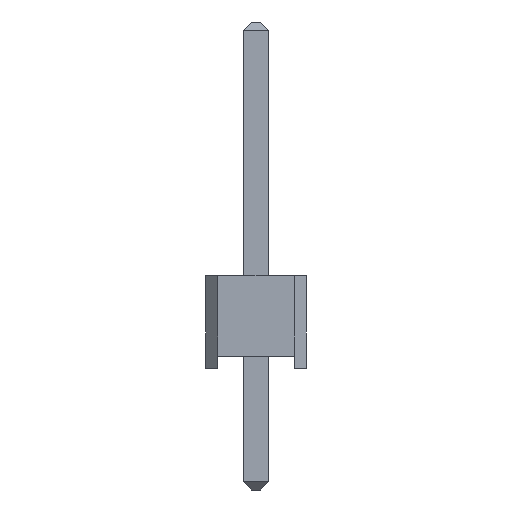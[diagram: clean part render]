
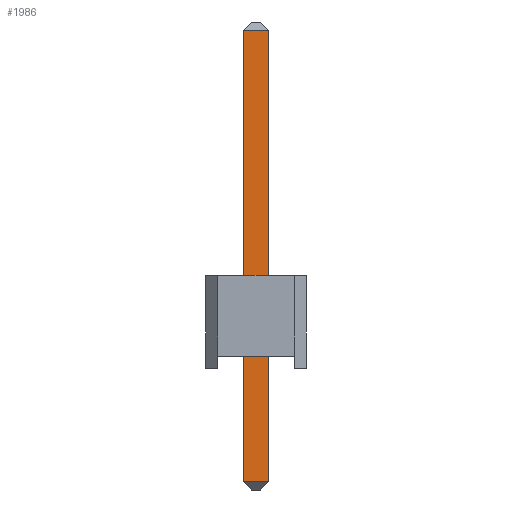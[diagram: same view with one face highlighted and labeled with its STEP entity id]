
A CAD part, left-side view. The second image highlights one B-rep face of the part: STEP entity #1986.
In plain terms, the highlighted planar face has unit normal (-1, 0, 0).
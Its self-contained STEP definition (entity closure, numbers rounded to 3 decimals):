
#1633 = PLANE('',#1634);
#1634 = AXIS2_PLACEMENT_3D('',#1635,#1636,#1637);
#1635 = CARTESIAN_POINT('',(-0.32,0.32,-3.));
#1636 = DIRECTION('',(-0.,1.,0.));
#1637 = DIRECTION('',(0.,0.,1.));
#1658 = VERTEX_POINT('',#1659);
#1659 = CARTESIAN_POINT('',(-0.32,0.32,-2.8));
#1685 = EDGE_CURVE('',#1658,#1686,#1688,.T.);
#1686 = VERTEX_POINT('',#1687);
#1687 = CARTESIAN_POINT('',(-0.32,0.32,8.34));
#1688 = SURFACE_CURVE('',#1689,(#1693,#1700),.PCURVE_S1.);
#1689 = LINE('',#1690,#1691);
#1690 = CARTESIAN_POINT('',(-0.32,0.32,-3.));
#1691 = VECTOR('',#1692,1.);
#1692 = DIRECTION('',(0.,-0.,1.));
#1693 = PCURVE('',#1633,#1694);
#1694 = DEFINITIONAL_REPRESENTATION('',(#1695),#1699);
#1695 = LINE('',#1696,#1697);
#1696 = CARTESIAN_POINT('',(0.,0.));
#1697 = VECTOR('',#1698,1.);
#1698 = DIRECTION('',(1.,0.));
#1699 = ( GEOMETRIC_REPRESENTATION_CONTEXT(2) 
PARAMETRIC_REPRESENTATION_CONTEXT() REPRESENTATION_CONTEXT('2D SPACE',''
  ) );
#1700 = PCURVE('',#1701,#1706);
#1701 = PLANE('',#1702);
#1702 = AXIS2_PLACEMENT_3D('',#1703,#1704,#1705);
#1703 = CARTESIAN_POINT('',(-0.32,-0.32,-3.));
#1704 = DIRECTION('',(-1.,0.,0.));
#1705 = DIRECTION('',(0.,0.,1.));
#1706 = DEFINITIONAL_REPRESENTATION('',(#1707),#1711);
#1707 = LINE('',#1708,#1709);
#1708 = CARTESIAN_POINT('',(0.,0.64));
#1709 = VECTOR('',#1710,1.);
#1710 = DIRECTION('',(1.,0.));
#1711 = ( GEOMETRIC_REPRESENTATION_CONTEXT(2) 
PARAMETRIC_REPRESENTATION_CONTEXT() REPRESENTATION_CONTEXT('2D SPACE',''
  ) );
#1813 = PLANE('',#1814);
#1814 = AXIS2_PLACEMENT_3D('',#1815,#1816,#1817);
#1815 = CARTESIAN_POINT('',(-0.22,-0.32,-2.9));
#1816 = DIRECTION('',(0.707,0.,0.707));
#1817 = DIRECTION('',(0.707,0.,-0.707));
#1846 = PLANE('',#1847);
#1847 = AXIS2_PLACEMENT_3D('',#1848,#1849,#1850);
#1848 = CARTESIAN_POINT('',(0.32,-0.32,-3.));
#1849 = DIRECTION('',(0.,-1.,0.));
#1850 = DIRECTION('',(0.,-0.,-1.));
#1926 = PLANE('',#1927);
#1927 = AXIS2_PLACEMENT_3D('',#1928,#1929,#1930);
#1928 = CARTESIAN_POINT('',(-0.22,-0.32,8.44));
#1929 = DIRECTION('',(-0.707,0.,0.707));
#1930 = DIRECTION('',(0.707,0.,0.707));
#1986 = ADVANCED_FACE('',(#1987),#1701,.T.);
#1987 = FACE_BOUND('',#1988,.T.);
#1988 = EDGE_LOOP('',(#1989,#1990,#2013,#2036));
#1989 = ORIENTED_EDGE('',*,*,#1685,.F.);
#1990 = ORIENTED_EDGE('',*,*,#1991,.T.);
#1991 = EDGE_CURVE('',#1658,#1992,#1994,.T.);
#1992 = VERTEX_POINT('',#1993);
#1993 = CARTESIAN_POINT('',(-0.32,-0.32,-2.8));
#1994 = SURFACE_CURVE('',#1995,(#1999,#2006),.PCURVE_S1.);
#1995 = LINE('',#1996,#1997);
#1996 = CARTESIAN_POINT('',(-0.32,-0.32,-2.8));
#1997 = VECTOR('',#1998,1.);
#1998 = DIRECTION('',(-0.,-1.,0.));
#1999 = PCURVE('',#1701,#2000);
#2000 = DEFINITIONAL_REPRESENTATION('',(#2001),#2005);
#2001 = LINE('',#2002,#2003);
#2002 = CARTESIAN_POINT('',(0.2,0.));
#2003 = VECTOR('',#2004,1.);
#2004 = DIRECTION('',(0.,-1.));
#2005 = ( GEOMETRIC_REPRESENTATION_CONTEXT(2) 
PARAMETRIC_REPRESENTATION_CONTEXT() REPRESENTATION_CONTEXT('2D SPACE',''
  ) );
#2006 = PCURVE('',#1813,#2007);
#2007 = DEFINITIONAL_REPRESENTATION('',(#2008),#2012);
#2008 = LINE('',#2009,#2010);
#2009 = CARTESIAN_POINT('',(-0.141,0.));
#2010 = VECTOR('',#2011,1.);
#2011 = DIRECTION('',(-0.,-1.));
#2012 = ( GEOMETRIC_REPRESENTATION_CONTEXT(2) 
PARAMETRIC_REPRESENTATION_CONTEXT() REPRESENTATION_CONTEXT('2D SPACE',''
  ) );
#2013 = ORIENTED_EDGE('',*,*,#2014,.T.);
#2014 = EDGE_CURVE('',#1992,#2015,#2017,.T.);
#2015 = VERTEX_POINT('',#2016);
#2016 = CARTESIAN_POINT('',(-0.32,-0.32,8.34));
#2017 = SURFACE_CURVE('',#2018,(#2022,#2029),.PCURVE_S1.);
#2018 = LINE('',#2019,#2020);
#2019 = CARTESIAN_POINT('',(-0.32,-0.32,-3.));
#2020 = VECTOR('',#2021,1.);
#2021 = DIRECTION('',(0.,0.,1.));
#2022 = PCURVE('',#1701,#2023);
#2023 = DEFINITIONAL_REPRESENTATION('',(#2024),#2028);
#2024 = LINE('',#2025,#2026);
#2025 = CARTESIAN_POINT('',(0.,0.));
#2026 = VECTOR('',#2027,1.);
#2027 = DIRECTION('',(1.,0.));
#2028 = ( GEOMETRIC_REPRESENTATION_CONTEXT(2) 
PARAMETRIC_REPRESENTATION_CONTEXT() REPRESENTATION_CONTEXT('2D SPACE',''
  ) );
#2029 = PCURVE('',#1846,#2030);
#2030 = DEFINITIONAL_REPRESENTATION('',(#2031),#2035);
#2031 = LINE('',#2032,#2033);
#2032 = CARTESIAN_POINT('',(-0.,-0.64));
#2033 = VECTOR('',#2034,1.);
#2034 = DIRECTION('',(-1.,0.));
#2035 = ( GEOMETRIC_REPRESENTATION_CONTEXT(2) 
PARAMETRIC_REPRESENTATION_CONTEXT() REPRESENTATION_CONTEXT('2D SPACE',''
  ) );
#2036 = ORIENTED_EDGE('',*,*,#2037,.T.);
#2037 = EDGE_CURVE('',#2015,#1686,#2038,.T.);
#2038 = SURFACE_CURVE('',#2039,(#2043,#2050),.PCURVE_S1.);
#2039 = LINE('',#2040,#2041);
#2040 = CARTESIAN_POINT('',(-0.32,-0.32,8.34));
#2041 = VECTOR('',#2042,1.);
#2042 = DIRECTION('',(0.,1.,-0.));
#2043 = PCURVE('',#1701,#2044);
#2044 = DEFINITIONAL_REPRESENTATION('',(#2045),#2049);
#2045 = LINE('',#2046,#2047);
#2046 = CARTESIAN_POINT('',(11.34,0.));
#2047 = VECTOR('',#2048,1.);
#2048 = DIRECTION('',(0.,1.));
#2049 = ( GEOMETRIC_REPRESENTATION_CONTEXT(2) 
PARAMETRIC_REPRESENTATION_CONTEXT() REPRESENTATION_CONTEXT('2D SPACE',''
  ) );
#2050 = PCURVE('',#1926,#2051);
#2051 = DEFINITIONAL_REPRESENTATION('',(#2052),#2056);
#2052 = LINE('',#2053,#2054);
#2053 = CARTESIAN_POINT('',(-0.141,0.));
#2054 = VECTOR('',#2055,1.);
#2055 = DIRECTION('',(0.,1.));
#2056 = ( GEOMETRIC_REPRESENTATION_CONTEXT(2) 
PARAMETRIC_REPRESENTATION_CONTEXT() REPRESENTATION_CONTEXT('2D SPACE',''
  ) );
